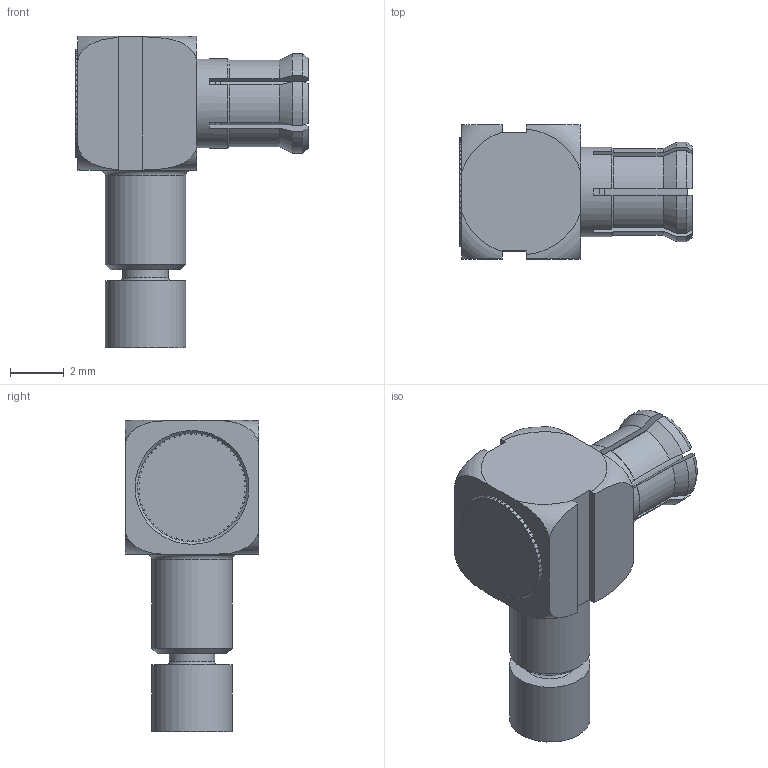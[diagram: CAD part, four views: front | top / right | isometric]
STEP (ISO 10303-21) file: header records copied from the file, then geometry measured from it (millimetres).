
FILE_DESCRIPTION(/* description */ ('Unknown'),/* implementation_level */ '2;1');
FILE_NAME(/* name */ '60636030212320',/* time_stamp */ '2024-05-20T14:16:02+02:00',/* author */ ('Unknown'),/* organization */ ('Unknown'),/* preprocessor_version */ 'ST-DEVELOPER v18.102',/* originating_system */ 'Solid Edge',/* authorisation */ 'Unknown');
FILE_SCHEMA (('AUTOMOTIVE_DESIGN {1 0 10303 214 3 1 1}'));
Length unit declared in the file: millimetre
Products named in the file (8): 60636030212320; 60636030212320_Housing; 60636030212320_Body; 60636030212320_Ferrule; 60636030212320_Insulator; 60636030212320_Insulator2; 60636030212320_Cover; 60636030212320_Center-pin
Assembly tree (7 placements, depth 2):
  60636030212320
    60636030212320_Housing
    60636030212320_Body
    60636030212320_Ferrule
    60636030212320_Insulator
    60636030212320_Insulator2
    60636030212320_Cover
    60636030212320_Center-pin
Bounding box: 8.68 x 5 x 11.61 mm (x, y, z)
Volume: 149.3 mm3; surface area: 666.8 mm2
Topology: 7 solids, 7 shells, 407 faces, 1141 edges, 757 vertices
Faces by surface type: plane 190, cylinder 165, cone 37, torus 15
Full cylindrical faces by diameter (mm): 0.5 x1, 0.85 x1, 0.9 x2, 1.2 x1, 1.25 x2, 1.45 x1, 1.5 x1, 1.7 x2, 2 x1, 2.15 x1, 2.2 x2, 2.25 x1, 2.4 x1, 2.75 x2, 2.8 x2, 2.85 x1, 3 x3, 3.1 x1, 3.35 x1, 3.5 x1, 3.8 x1, 3.85 x1, 3.95 x1
Entity records: 13136 total; most frequent: CARTESIAN_POINT 2543, DIRECTION 2200, ORIENTED_EDGE 2144, EDGE_CURVE 1072, AXIS2_PLACEMENT_3D 800, VERTEX_POINT 735, LINE 600, VECTOR 600
